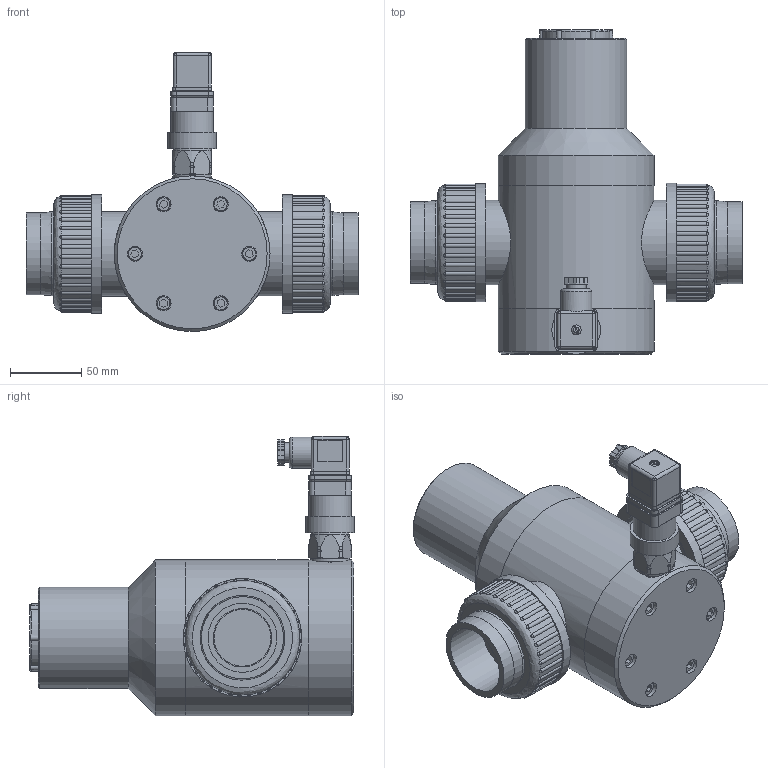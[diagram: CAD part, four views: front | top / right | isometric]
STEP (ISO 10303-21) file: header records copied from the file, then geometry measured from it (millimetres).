
FILE_DESCRIPTION (( 'STEP AP214' ), '1' );
FILE_NAME ('50-1162-0X-DIN.step', '2019-11-05T09:59:38', ( '' ), ( '' ), 'SwSTEP 2.0', 'SolidWorks 2020', '' );
FILE_SCHEMA (( 'AUTOMOTIVE_DESIGN' ));
Length unit declared in the file: millimetre
Products named in the file (16): NC; Small; PVC Bonnet all size_50mm PVC-304; 50mm Dust Cap; housing top; M6 x 30 socket cap screw; Body detail_50mm or 1 1-2; 50-1162-0X-DIN; 729511110_01; 50mm union stub; small 1; 729511110_03; 50; DIN NEW - 2; lower housing; screw
Assembly tree (23 placements, depth 3):
  50-1162-0X-DIN
    Body detail_50mm or 1 1-2
    PVC Bonnet all size_50mm PVC-304
    50mm union stub  x2
    729511110_01  x2
    729511110_03  x2
    50mm Dust Cap
    50
    M6 x 30 socket cap screw  x6
    DIN NEW - 2
      housing top
      lower housing
      NC
      Small
      small 1
      screw
Bounding box: 232.32 x 227.18 x 195.46 mm (x, y, z)
Volume: 1943658 mm3; surface area: 293417.7 mm2
Topology: 22 solids, 22 shells, 642 faces, 1674 edges, 1100 vertices
Faces by surface type: cylinder 279, plane 208, bspline 92, torus 34, cone 29
Full cylindrical faces by diameter (mm): 5.2 x1, 6 x6, 6.9 x2, 10 x7, 10.5 x7, 13.6 x1, 13.86 x1, 15.2 x1, 15.4 x1, 21.8 x1, 26.9 x1, 29.8 x1, 34 x1, 39.8 x2, 41 x2, 44.2 x2, 48.3 x2, 56.2 x2, 57.5 x2, 59 x2, 59.1 x2, 59.2 x2, 59.3 x2, 62.6 x4, 64.396 x2, 65.71 x2, 71 x1, 83 x2, 109 x3
Entity records: 20842 total; most frequent: CARTESIAN_POINT 9980, ORIENTED_EDGE 2042, DIRECTION 1987, EDGE_CURVE 1021, AXIS2_PLACEMENT_3D 810, VERTEX_POINT 702, EDGE_LOOP 537, FACE_OUTER_BOUND 483
